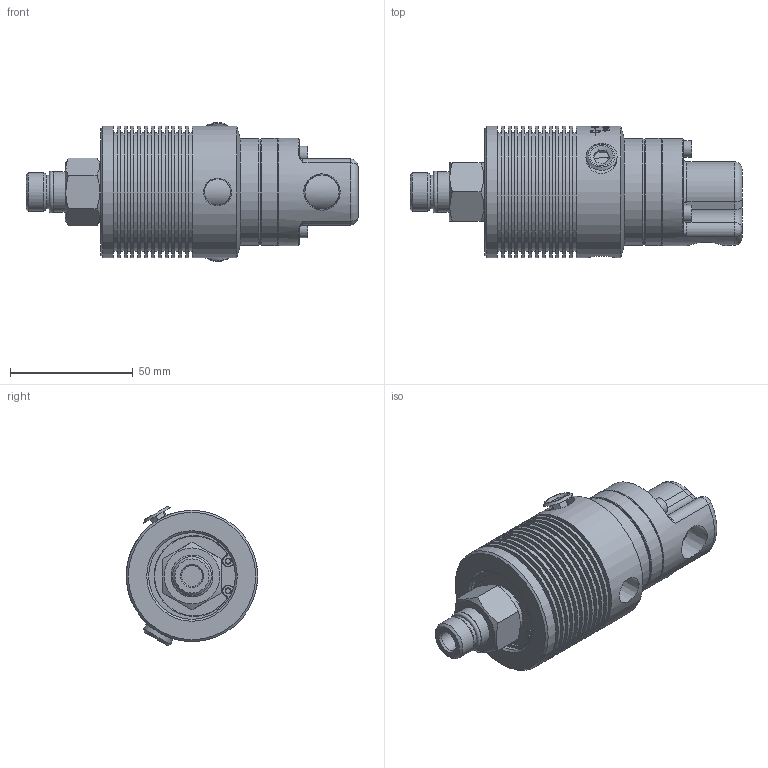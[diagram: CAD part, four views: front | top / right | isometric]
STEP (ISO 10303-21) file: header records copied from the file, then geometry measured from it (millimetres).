
FILE_DESCRIPTION(/* description */ (''),/* implementation_level */ '2;1');
FILE_NAME(/* name */ '1109-010-165-IC.stp',/* time_stamp */ '2020-05-14T09:31:00-05:00',/* author */ ('moorera'),/* organization */ (''),/* preprocessor_version */ 'ST-DEVELOPER v18.1',/* originating_system */ 'Autodesk Inventor 2020',/* authorisation */ '');
FILE_SCHEMA (('AUTOMOTIVE_DESIGN { 1 0 10303 214 3 1 1 }'));
Products named in the file (1): 1109-010-165-IC
Bounding box: 135.18 x 53.45 x 56.51 mm (x, y, z)
Volume: 171993.3 mm3; surface area: 38806.3 mm2
Topology: 2 solids, 10 shells, 555 faces, 1426 edges, 968 vertices
Faces by surface type: plane 194, bspline 178, cylinder 119, torus 34, cone 30
Full cylindrical faces by diameter (mm): 2 x2, 3.302 x3, 4.166 x3, 4.7 x3, 5.5 x3, 6.86 x3, 7.2 x3, 8.5 x1, 10.719 x3, 13.5 x1, 13.889 x1, 15.839 x1, 16.649 x1, 18.16 x1, 18.72 x1, 21.4 x1, 35.27 x1, 37.25 x1, 43.6 x3, 48.3 x12, 53.45 x13
Entity records: 56485 total; most frequent: CARTESIAN_POINT 43660, ORIENTED_EDGE 2842, DIRECTION 2115, EDGE_CURVE 1421, VERTEX_POINT 968, AXIS2_PLACEMENT_3D 814, EDGE_LOOP 647, FACE_OUTER_BOUND 555
